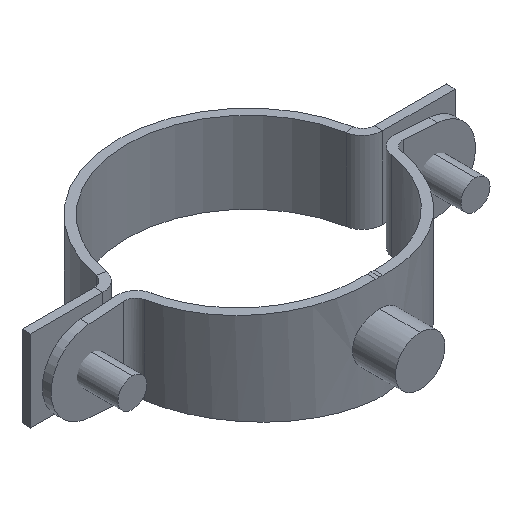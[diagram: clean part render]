
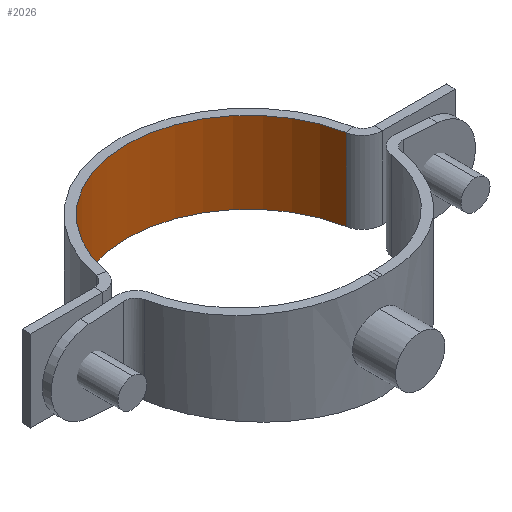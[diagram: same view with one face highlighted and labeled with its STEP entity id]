
A CAD part, isometric view. The second image highlights one B-rep face of the part: STEP entity #2026.
In plain terms, the highlighted cylindrical face has radius 21 mm (diameter 42 mm), a partial arc.
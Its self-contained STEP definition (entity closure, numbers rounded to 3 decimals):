
#15 = ORIENTED_EDGE ( 'NONE', *, *, #814, .T. ) ;
#27 = CARTESIAN_POINT ( 'NONE',  ( -20.643, 3.857, -7. ) ) ;
#28 = CARTESIAN_POINT ( 'NONE',  ( 20.643, 3.857, 7. ) ) ;
#34 = VECTOR ( 'NONE', #2157, 1000. ) ;
#66 = CARTESIAN_POINT ( 'NONE',  ( 20.643, 3.857, 7. ) ) ;
#99 = ORIENTED_EDGE ( 'NONE', *, *, #468, .T. ) ;
#287 = CIRCLE ( 'NONE', #1311, 21. ) ;
#308 = EDGE_CURVE ( 'NONE', #316, #1792, #287, .T. ) ;
#316 = VERTEX_POINT ( 'NONE', #1859 ) ;
#318 = CARTESIAN_POINT ( 'NONE',  ( 20.643, 3.857, -7. ) ) ;
#320 = DIRECTION ( 'NONE',  ( -1., 0., 0. ) ) ;
#331 = DIRECTION ( 'NONE',  ( 0., 0., -1. ) ) ;
#468 = EDGE_CURVE ( 'NONE', #316, #2231, #1550, .T. ) ;
#475 = VECTOR ( 'NONE', #331, 1000. ) ;
#560 = VERTEX_POINT ( 'NONE', #318 ) ;
#595 = AXIS2_PLACEMENT_3D ( 'NONE', #1013, #2049, #320 ) ;
#814 = EDGE_CURVE ( 'NONE', #2231, #560, #1034, .T. ) ;
#949 = CARTESIAN_POINT ( 'NONE',  ( 0., 0., -7. ) ) ;
#992 = EDGE_LOOP ( 'NONE', ( #15, #1378, #1948, #99 ) ) ;
#1013 = CARTESIAN_POINT ( 'NONE',  ( 0., 0., 7. ) ) ;
#1034 = CIRCLE ( 'NONE', #1265, 21. ) ;
#1095 = DIRECTION ( 'NONE',  ( 1., 0., 0. ) ) ;
#1124 = DIRECTION ( 'NONE',  ( 1., 0., 0. ) ) ;
#1265 = AXIS2_PLACEMENT_3D ( 'NONE', #949, #2165, #1124 ) ;
#1311 = AXIS2_PLACEMENT_3D ( 'NONE', #1447, #1617, #1095 ) ;
#1316 = CYLINDRICAL_SURFACE ( 'NONE', #595, 21. ) ;
#1360 = FACE_OUTER_BOUND ( 'NONE', #992, .T. ) ;
#1378 = ORIENTED_EDGE ( 'NONE', *, *, #1536, .F. ) ;
#1447 = CARTESIAN_POINT ( 'NONE',  ( 0., 0., 7. ) ) ;
#1529 = CARTESIAN_POINT ( 'NONE',  ( -20.643, 3.857, 7. ) ) ;
#1536 = EDGE_CURVE ( 'NONE', #1792, #560, #1882, .T. ) ;
#1550 = LINE ( 'NONE', #1529, #475 ) ;
#1617 = DIRECTION ( 'NONE',  ( 0., 0., -1. ) ) ;
#1792 = VERTEX_POINT ( 'NONE', #28 ) ;
#1859 = CARTESIAN_POINT ( 'NONE',  ( -20.643, 3.857, 7. ) ) ;
#1882 = LINE ( 'NONE', #66, #34 ) ;
#1948 = ORIENTED_EDGE ( 'NONE', *, *, #308, .F. ) ;
#2026 = ADVANCED_FACE ( 'NONE', ( #1360 ), #1316, .F. ) ;
#2049 = DIRECTION ( 'NONE',  ( 0., 0., -1. ) ) ;
#2157 = DIRECTION ( 'NONE',  ( 0., 0., -1. ) ) ;
#2165 = DIRECTION ( 'NONE',  ( 0., 0., -1. ) ) ;
#2231 = VERTEX_POINT ( 'NONE', #27 ) ;
